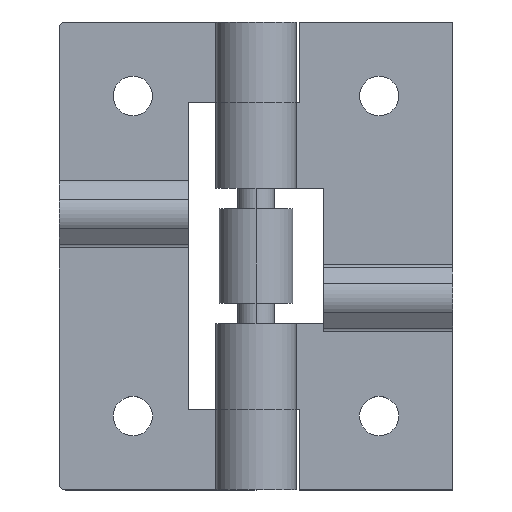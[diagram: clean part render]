
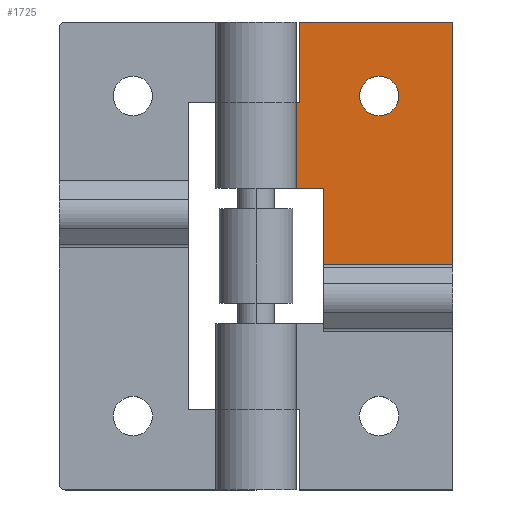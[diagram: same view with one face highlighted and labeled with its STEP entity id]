
A CAD part, top view. The second image highlights one B-rep face of the part: STEP entity #1725.
In plain terms, the highlighted face is planar.
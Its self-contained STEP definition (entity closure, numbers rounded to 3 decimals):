
#1677 = EDGE_CURVE ( 'NONE', #1704, #1678, #2630, .T. ) ;
#1678 = VERTEX_POINT ( 'NONE', #2625 ) ;
#1704 = VERTEX_POINT ( 'NONE', #2584 ) ;
#1714 = VERTEX_POINT ( 'NONE', #2640 ) ;
#1717 = VERTEX_POINT ( 'NONE', #2634 ) ;
#1720 = EDGE_CURVE ( 'NONE', #1714, #1717, #2727, .T. ) ;
#1725 = ADVANCED_FACE ( 'NONE', ( #2714, #2709 ), #2708, .F. ) ;
#1728 = EDGE_LOOP ( 'NONE', ( #1828, #1834 ) ) ;
#1751 = VERTEX_POINT ( 'NONE', #2657 ) ;
#1752 = ORIENTED_EDGE ( 'NONE', *, *, #1753, .T. ) ;
#1753 = EDGE_CURVE ( 'NONE', #1751, #1754, #2758, .T. ) ;
#1754 = VERTEX_POINT ( 'NONE', #2754 ) ;
#1755 = ORIENTED_EDGE ( 'NONE', *, *, #1756, .T. ) ;
#1756 = EDGE_CURVE ( 'NONE', #1754, #1714, #2753, .T. ) ;
#1757 = ORIENTED_EDGE ( 'NONE', *, *, #1720, .T. ) ;
#1758 = ORIENTED_EDGE ( 'NONE', *, *, #1759, .T. ) ;
#1759 = EDGE_CURVE ( 'NONE', #1717, #1835, #2749, .T. ) ;
#1765 = VERTEX_POINT ( 'NONE', #2739 ) ;
#1766 = ORIENTED_EDGE ( 'NONE', *, *, #1767, .T. ) ;
#1767 = EDGE_CURVE ( 'NONE', #1765, #1768, #2738, .T. ) ;
#1768 = VERTEX_POINT ( 'NONE', #2734 ) ;
#1769 = ORIENTED_EDGE ( 'NONE', *, *, #1770, .F. ) ;
#1770 = EDGE_CURVE ( 'NONE', #1771, #1768, #2733, .T. ) ;
#1771 = VERTEX_POINT ( 'NONE', #2729 ) ;
#1772 = ORIENTED_EDGE ( 'NONE', *, *, #1799, .F. ) ;
#1799 = EDGE_CURVE ( 'NONE', #1751, #1771, #2795, .T. ) ;
#1824 = EDGE_CURVE ( 'NONE', #1678, #1704, #2850, .T. ) ;
#1825 = EDGE_LOOP ( 'NONE', ( #1836, #1766, #1769, #1772, #1752, #1755, #1757, #1758 ) ) ;
#1828 = ORIENTED_EDGE ( 'NONE', *, *, #1824, .F. ) ;
#1833 = EDGE_CURVE ( 'NONE', #1835, #1765, #2839, .T. ) ;
#1834 = ORIENTED_EDGE ( 'NONE', *, *, #1677, .F. ) ;
#1835 = VERTEX_POINT ( 'NONE', #2835 ) ;
#1836 = ORIENTED_EDGE ( 'NONE', *, *, #1833, .T. ) ;
#2584 = CARTESIAN_POINT ( 'NONE',  ( -8.4, -1.75, 13. ) ) ;
#2625 = CARTESIAN_POINT ( 'NONE',  ( -11.6, -1.75, 13. ) ) ;
#2626 = DIRECTION ( 'NONE',  ( -1., 0., 0. ) ) ;
#2627 = DIRECTION ( 'NONE',  ( 0., 1., 0. ) ) ;
#2628 = CARTESIAN_POINT ( 'NONE',  ( -10., -1.75, 13. ) ) ;
#2629 = AXIS2_PLACEMENT_3D ( 'NONE', #2628, #2627, #2626 ) ;
#2630 = CIRCLE ( 'NONE', #2629, 1.6 ) ;
#2634 = CARTESIAN_POINT ( 'NONE',  ( -2.739, -1.75, 5.5 ) ) ;
#2640 = CARTESIAN_POINT ( 'NONE',  ( -2.739, -1.75, 12.5 ) ) ;
#2657 = CARTESIAN_POINT ( 'NONE',  ( -3.5, -1.75, 19. ) ) ;
#2704 = DIRECTION ( 'NONE',  ( 1., 0., 0. ) ) ;
#2705 = DIRECTION ( 'NONE',  ( 0., -1., 0. ) ) ;
#2706 = CARTESIAN_POINT ( 'NONE',  ( -2.739, -1.75, 19. ) ) ;
#2707 = AXIS2_PLACEMENT_3D ( 'NONE', #2706, #2705, #2704 ) ;
#2708 = PLANE ( 'NONE',  #2707 ) ;
#2709 = FACE_OUTER_BOUND ( 'NONE', #1825, .T. ) ;
#2714 = FACE_BOUND ( 'NONE', #1728, .T. ) ;
#2724 = DIRECTION ( 'NONE',  ( 0., 0., -1. ) ) ;
#2725 = VECTOR ( 'NONE', #2724, 1000. ) ;
#2726 = CARTESIAN_POINT ( 'NONE',  ( -2.739, -1.75, 19. ) ) ;
#2727 = LINE ( 'NONE', #2726, #2725 ) ;
#2729 = CARTESIAN_POINT ( 'NONE',  ( -16., -1.75, 19. ) ) ;
#2730 = DIRECTION ( 'NONE',  ( 0., 0., -1. ) ) ;
#2731 = VECTOR ( 'NONE', #2730, 1000. ) ;
#2732 = CARTESIAN_POINT ( 'NONE',  ( -16., -1.75, 19. ) ) ;
#2733 = LINE ( 'NONE', #2732, #2731 ) ;
#2734 = CARTESIAN_POINT ( 'NONE',  ( -16., -1.75, -0.659 ) ) ;
#2735 = DIRECTION ( 'NONE',  ( -1., 0., 0. ) ) ;
#2736 = VECTOR ( 'NONE', #2735, 1000. ) ;
#2737 = CARTESIAN_POINT ( 'NONE',  ( -2.739, -1.75, -0.659 ) ) ;
#2738 = LINE ( 'NONE', #2737, #2736 ) ;
#2739 = CARTESIAN_POINT ( 'NONE',  ( -5.5, -1.75, -0.659 ) ) ;
#2746 = DIRECTION ( 'NONE',  ( -1., 0., 0. ) ) ;
#2747 = VECTOR ( 'NONE', #2746, 1000. ) ;
#2748 = CARTESIAN_POINT ( 'NONE',  ( -2.739, -1.75, 5.5 ) ) ;
#2749 = LINE ( 'NONE', #2748, #2747 ) ;
#2750 = DIRECTION ( 'NONE',  ( 1., 0., 0. ) ) ;
#2751 = VECTOR ( 'NONE', #2750, 1000. ) ;
#2752 = CARTESIAN_POINT ( 'NONE',  ( -2.739, -1.75, 12.5 ) ) ;
#2753 = LINE ( 'NONE', #2752, #2751 ) ;
#2754 = CARTESIAN_POINT ( 'NONE',  ( -3.5, -1.75, 12.5 ) ) ;
#2755 = DIRECTION ( 'NONE',  ( 0., 0., -1. ) ) ;
#2756 = VECTOR ( 'NONE', #2755, 1000. ) ;
#2757 = CARTESIAN_POINT ( 'NONE',  ( -3.5, -1.75, 19. ) ) ;
#2758 = LINE ( 'NONE', #2757, #2756 ) ;
#2792 = DIRECTION ( 'NONE',  ( -1., 0., 0. ) ) ;
#2793 = VECTOR ( 'NONE', #2792, 1000. ) ;
#2794 = CARTESIAN_POINT ( 'NONE',  ( -2.739, -1.75, 19. ) ) ;
#2795 = LINE ( 'NONE', #2794, #2793 ) ;
#2835 = CARTESIAN_POINT ( 'NONE',  ( -5.5, -1.75, 5.5 ) ) ;
#2836 = DIRECTION ( 'NONE',  ( 0., 0., -1. ) ) ;
#2837 = VECTOR ( 'NONE', #2836, 1000. ) ;
#2838 = CARTESIAN_POINT ( 'NONE',  ( -5.5, -1.75, 19. ) ) ;
#2839 = LINE ( 'NONE', #2838, #2837 ) ;
#2846 = DIRECTION ( 'NONE',  ( -1., 0., 0. ) ) ;
#2847 = DIRECTION ( 'NONE',  ( 0., 1., 0. ) ) ;
#2848 = CARTESIAN_POINT ( 'NONE',  ( -10., -1.75, 13. ) ) ;
#2849 = AXIS2_PLACEMENT_3D ( 'NONE', #2848, #2847, #2846 ) ;
#2850 = CIRCLE ( 'NONE', #2849, 1.6 ) ;
